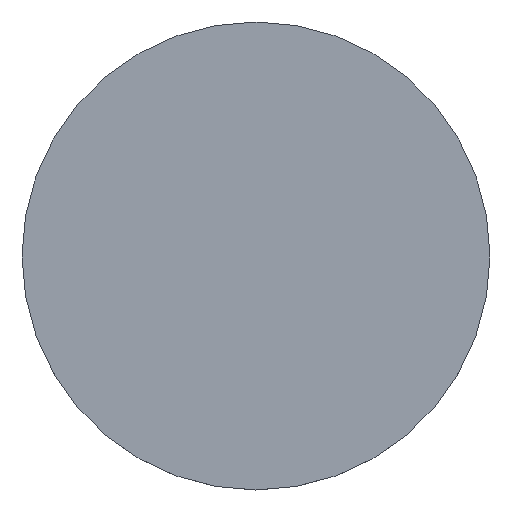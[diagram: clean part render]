
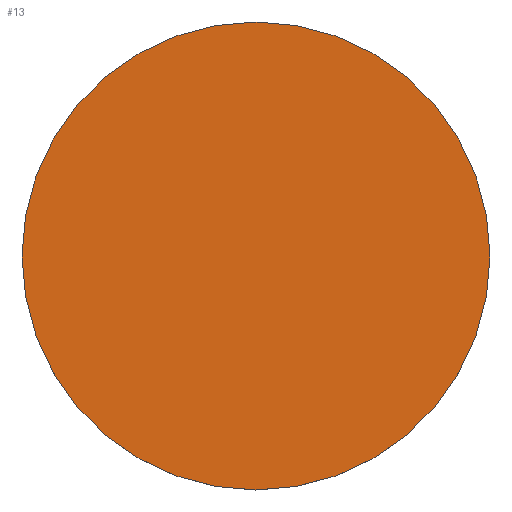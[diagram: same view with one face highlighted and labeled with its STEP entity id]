
A CAD part, top view. The second image highlights one B-rep face of the part: STEP entity #13.
In plain terms, the highlighted planar face has unit normal (0, 0, 1).
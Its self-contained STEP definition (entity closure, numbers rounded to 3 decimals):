
#9 = AXIS2_PLACEMENT_3D ( 'NONE', #157, #37, #163 ) ;
#11 = FACE_OUTER_BOUND ( 'NONE', #111, .T. ) ;
#13 = ADVANCED_FACE ( 'NONE', ( #11 ), #214, .T. ) ;
#14 = CARTESIAN_POINT ( 'NONE',  ( 25.4, 0., 5.6 ) ) ;
#17 = DIRECTION ( 'NONE',  ( 0., 0., -1. ) ) ;
#31 = CARTESIAN_POINT ( 'NONE',  ( 0., 52.02, 5.6 ) ) ;
#34 = CIRCLE ( 'NONE', #72, 25.4 ) ;
#37 = DIRECTION ( 'NONE',  ( 0., 0., -1. ) ) ;
#72 = AXIS2_PLACEMENT_3D ( 'NONE', #141, #17, #160 ) ;
#103 = DIRECTION ( 'NONE',  ( 1., 0., 0. ) ) ;
#110 = ORIENTED_EDGE ( 'NONE', *, *, #171, .F. ) ;
#111 = EDGE_LOOP ( 'NONE', ( #110, #165 ) ) ;
#114 = AXIS2_PLACEMENT_3D ( 'NONE', #31, #175, #103 ) ;
#125 = CIRCLE ( 'NONE', #9, 25.4 ) ;
#127 = VERTEX_POINT ( 'NONE', #14 ) ;
#141 = CARTESIAN_POINT ( 'NONE',  ( 0., 0., 5.6 ) ) ;
#157 = CARTESIAN_POINT ( 'NONE',  ( 0., 0., 5.6 ) ) ;
#160 = DIRECTION ( 'NONE',  ( 1., 0., 0. ) ) ;
#163 = DIRECTION ( 'NONE',  ( 1., 0., 0. ) ) ;
#165 = ORIENTED_EDGE ( 'NONE', *, *, #226, .F. ) ;
#171 = EDGE_CURVE ( 'NONE', #127, #173, #34, .T. ) ;
#173 = VERTEX_POINT ( 'NONE', #188 ) ;
#175 = DIRECTION ( 'NONE',  ( 0., 0., 1. ) ) ;
#188 = CARTESIAN_POINT ( 'NONE',  ( -25.4, 0., 5.6 ) ) ;
#214 = PLANE ( 'NONE',  #114 ) ;
#226 = EDGE_CURVE ( 'NONE', #173, #127, #125, .T. ) ;
